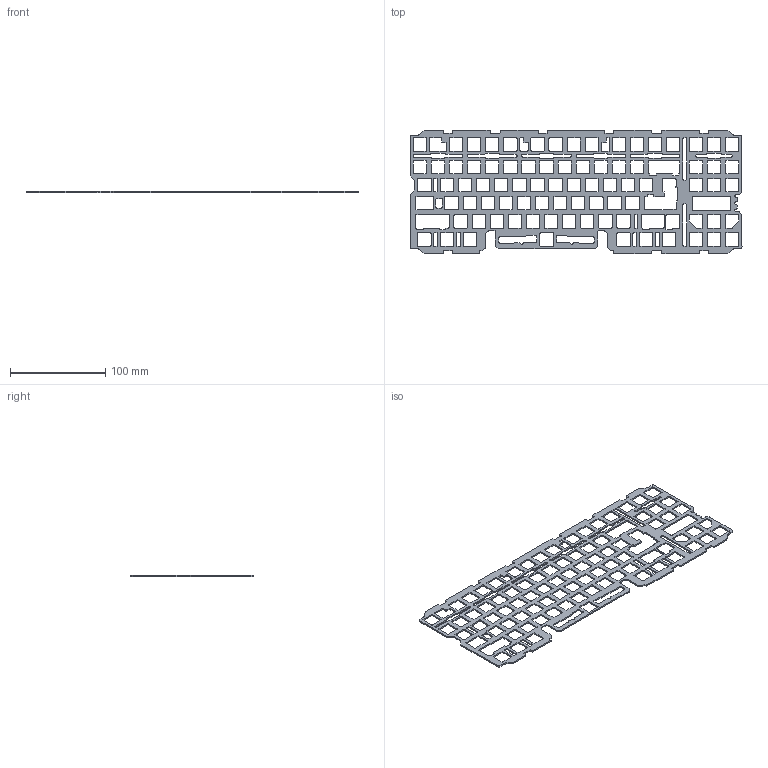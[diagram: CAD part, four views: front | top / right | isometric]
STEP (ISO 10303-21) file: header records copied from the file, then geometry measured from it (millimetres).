
FILE_DESCRIPTION(/* description */ ('','CAx-IF Rec.Pracs.---Representation and Presentation of Product Manufacturing Information (PMI)---4.0---2014-10-13'),/* implementation_level */ '2;1');
FILE_NAME(/* name */ 'BIAS_DE_ALTERNATE_PLATE.step',/* time_stamp */ '2025-03-19T20:38:10+02:00',/* author */ (''),/* organization */ (''),/* preprocessor_version */ 'ST-DEVELOPER v20',/* originating_system */ 'Autodesk Translation Framework v13.20.0.188',/* authorisation */ '');
FILE_SCHEMA (('AP242_MANAGED_MODEL_BASED_3D_ENGINEERING_MIM_LF { 1 0 10303 442 1 1 4 }'));
Length unit declared in the file: millimetre
Products named in the file (1): FusionComponent
Bounding box: 349.41 x 130.26 x 1.5 mm (x, y, z)
Volume: 32343.5 mm3; surface area: 54620.7 mm2
Topology: 1 solids, 1 shells, 1206 faces, 3612 edges, 2408 vertices
Faces by surface type: cylinder 607, plane 599
Entity records: 41439 total; most frequent: DIRECTION 7240, CARTESIAN_POINT 7227, ORIENTED_EDGE 7224, EDGE_CURVE 3612, AXIS2_PLACEMENT_3D 2421, VERTEX_POINT 2408, LINE 2398, VECTOR 2398
